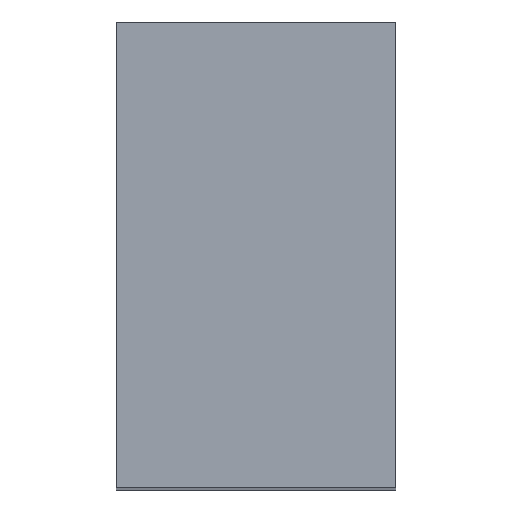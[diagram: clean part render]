
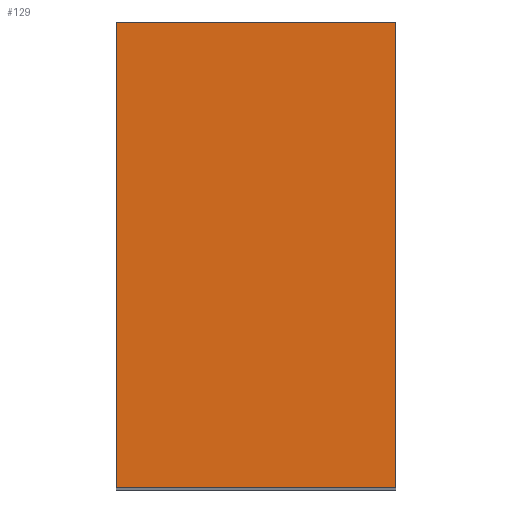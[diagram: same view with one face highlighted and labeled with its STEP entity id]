
A CAD part, top view. The second image highlights one B-rep face of the part: STEP entity #129.
In plain terms, the highlighted planar face has unit normal (0, 0, 1).
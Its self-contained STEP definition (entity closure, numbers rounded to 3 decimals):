
#129=ADVANCED_FACE('',(#465),#467,.T.);
#465=FACE_BOUND('',#466,.T.);
#466=EDGE_LOOP('',(#730,#731,#732,#733));
#467=PLANE('',#468);
#468=AXIS2_PLACEMENT_3D('',#469,#470,#471);
#469=CARTESIAN_POINT('',(0.,0.,70.));
#470=DIRECTION('',(0.,0.,1.));
#471=DIRECTION('',(-1.,0.,0.));
#730=ORIENTED_EDGE('',*,*,#921,.T.);
#731=ORIENTED_EDGE('',*,*,#906,.T.);
#732=ORIENTED_EDGE('',*,*,#922,.T.);
#733=ORIENTED_EDGE('',*,*,#881,.T.);
#881=EDGE_CURVE('',#991,#989,#992,.T.);
#906=EDGE_CURVE('',#1041,#1039,#1042,.T.);
#921=EDGE_CURVE('',#989,#1041,#1065,.T.);
#922=EDGE_CURVE('',#1039,#991,#1066,.T.);
#989=VERTEX_POINT('',#1171);
#991=VERTEX_POINT('',#1175);
#992=LINE('',#1176,#1177);
#1039=VERTEX_POINT('',#1273);
#1041=VERTEX_POINT('',#1277);
#1042=LINE('',#1278,#1279);
#1065=LINE('',#1333,#1334);
#1066=LINE('',#1336,#1337);
#1171=CARTESIAN_POINT('',(-22.,0.,70.));
#1175=CARTESIAN_POINT('',(-22.,25.,70.));
#1176=CARTESIAN_POINT('',(-22.,25.,70.));
#1177=VECTOR('',#1178,1.);
#1178=DIRECTION('',(0.,-1.,0.));
#1273=CARTESIAN_POINT('',(-7.,25.,70.));
#1277=CARTESIAN_POINT('',(-7.,0.,70.));
#1278=CARTESIAN_POINT('',(-7.,0.,70.));
#1279=VECTOR('',#1280,1.);
#1280=DIRECTION('',(0.,1.,0.));
#1333=CARTESIAN_POINT('',(-22.,0.,70.));
#1334=VECTOR('',#1335,1.);
#1335=DIRECTION('',(1.,0.,0.));
#1336=CARTESIAN_POINT('',(-7.,25.,70.));
#1337=VECTOR('',#1338,1.);
#1338=DIRECTION('',(-1.,0.,0.));
